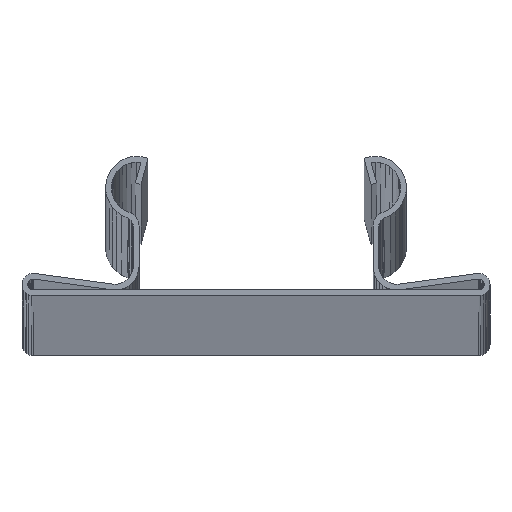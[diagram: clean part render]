
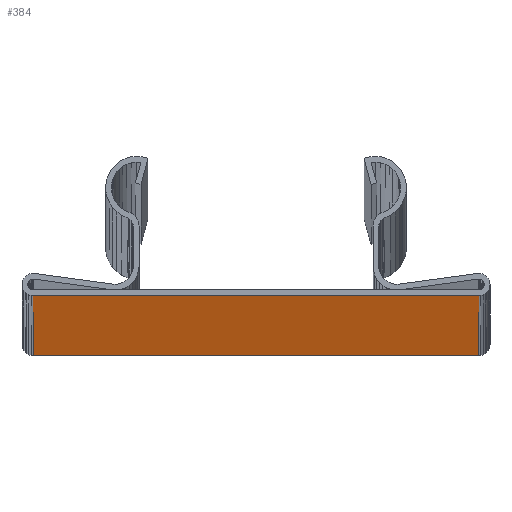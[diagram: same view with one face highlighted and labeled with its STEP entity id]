
A CAD part, top view. The second image highlights one B-rep face of the part: STEP entity #384.
In plain terms, the highlighted planar face has unit normal (0, -1, 0).
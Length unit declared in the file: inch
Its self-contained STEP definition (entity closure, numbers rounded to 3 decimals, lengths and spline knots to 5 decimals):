
#384=ADVANCED_FACE('',(#911),#912,.T.);
#911=FACE_OUTER_BOUND('',#1596,.T.);
#912=PLANE('',#1597);
#1596=EDGE_LOOP('',(#2580,#2581,#2582,#2583));
#1597=AXIS2_PLACEMENT_3D('',#2584,#2585,#2586);
#2580=ORIENTED_EDGE('',*,*,#4493,.T.);
#2581=ORIENTED_EDGE('',*,*,#4494,.F.);
#2582=ORIENTED_EDGE('',*,*,#4495,.T.);
#2583=ORIENTED_EDGE('',*,*,#4376,.T.);
#2584=CARTESIAN_POINT('',(0.83676,-0.01149,0.0));
#2585=DIRECTION('',(0.0,-1.0,0.0));
#2586=DIRECTION('',(1.0,0.0,0.0));
#4376=EDGE_CURVE('',#5344,#5342,#5345,.T.);
#4493=EDGE_CURVE('',#5342,#5540,#5541,.T.);
#4494=EDGE_CURVE('',#5542,#5540,#5543,.T.);
#4495=EDGE_CURVE('',#5542,#5344,#5544,.T.);
#5342=VERTEX_POINT('',#6737);
#5344=VERTEX_POINT('',#6740);
#5345=LINE('',#6741,#6742);
#5540=VERTEX_POINT('',#7027);
#5541=LINE('',#7028,#7029);
#5542=VERTEX_POINT('',#7030);
#5543=LINE('',#7031,#7032);
#5544=LINE('',#7033,#7034);
#6737=CARTESIAN_POINT('',(1.61454,-0.01149,120.0));
#6740=CARTESIAN_POINT('',(1.61454,-0.01149,0.0));
#6741=CARTESIAN_POINT('',(1.61454,-0.01149,0.0));
#6742=VECTOR('',#8339,1.0);
#7027=CARTESIAN_POINT('',(0.05898,-0.01149,120.0));
#7028=CARTESIAN_POINT('',(0.05898,-0.01149,120.0));
#7029=VECTOR('',#8430,1.0);
#7030=CARTESIAN_POINT('',(0.05898,-0.01149,0.0));
#7031=CARTESIAN_POINT('',(0.05898,-0.01149,0.0));
#7032=VECTOR('',#8431,1.0);
#7033=CARTESIAN_POINT('',(0.05898,-0.01149,0.0));
#7034=VECTOR('',#8432,1.0);
#8339=DIRECTION('',(0.0,0.0,1.0));
#8430=DIRECTION('',(-1.0,-0.0,-0.0));
#8431=DIRECTION('',(0.0,0.0,1.0));
#8432=DIRECTION('',(1.0,0.0,0.0));
